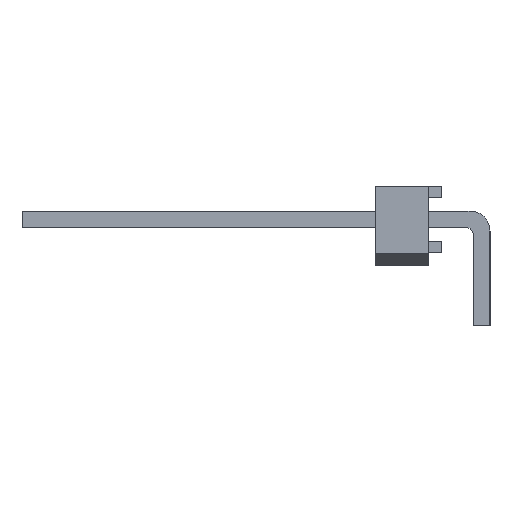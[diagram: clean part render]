
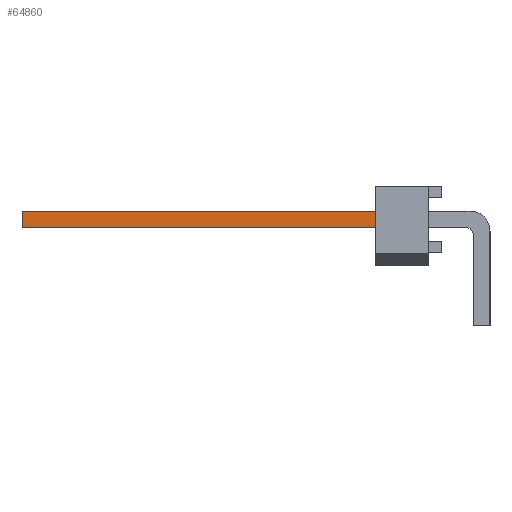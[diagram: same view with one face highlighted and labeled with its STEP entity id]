
A CAD part, left-side view. The second image highlights one B-rep face of the part: STEP entity #64860.
In plain terms, the highlighted face is planar.
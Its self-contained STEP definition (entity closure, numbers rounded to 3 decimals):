
#62169 = VERTEX_POINT('',#62170);
#62170 = CARTESIAN_POINT('',(53.658,17.526,-0.318));
#62176 = EDGE_CURVE('',#62177,#62169,#62179,.T.);
#62177 = VERTEX_POINT('',#62178);
#62178 = CARTESIAN_POINT('',(53.658,2.921,-0.318));
#62179 = LINE('',#62180,#62181);
#62180 = CARTESIAN_POINT('',(53.658,0.445,-0.318));
#62181 = VECTOR('',#62182,1.);
#62182 = DIRECTION('',(0.,1.,0.));
#63889 = VERTEX_POINT('',#63890);
#63890 = CARTESIAN_POINT('',(53.658,2.921,0.318));
#63896 = EDGE_CURVE('',#63897,#63889,#63899,.T.);
#63897 = VERTEX_POINT('',#63898);
#63898 = CARTESIAN_POINT('',(53.658,17.526,0.318));
#63899 = LINE('',#63900,#63901);
#63900 = CARTESIAN_POINT('',(53.658,17.526,0.318));
#63901 = VECTOR('',#63902,1.);
#63902 = DIRECTION('',(0.,-1.,0.));
#64849 = EDGE_CURVE('',#62169,#63897,#64850,.T.);
#64850 = LINE('',#64851,#64852);
#64851 = CARTESIAN_POINT('',(53.658,17.526,-0.318));
#64852 = VECTOR('',#64853,1.);
#64853 = DIRECTION('',(0.,0.,1.));
#64860 = ADVANCED_FACE('',(#64861),#64872,.T.);
#64861 = FACE_BOUND('',#64862,.T.);
#64862 = EDGE_LOOP('',(#64863,#64864,#64870,#64871));
#64863 = ORIENTED_EDGE('',*,*,#63896,.T.);
#64864 = ORIENTED_EDGE('',*,*,#64865,.T.);
#64865 = EDGE_CURVE('',#63889,#62177,#64866,.T.);
#64866 = LINE('',#64867,#64868);
#64867 = CARTESIAN_POINT('',(53.658,2.921,0.445));
#64868 = VECTOR('',#64869,1.);
#64869 = DIRECTION('',(0.,0.,-1.));
#64870 = ORIENTED_EDGE('',*,*,#62176,.T.);
#64871 = ORIENTED_EDGE('',*,*,#64849,.T.);
#64872 = PLANE('',#64873);
#64873 = AXIS2_PLACEMENT_3D('',#64874,#64875,#64876);
#64874 = CARTESIAN_POINT('',(53.658,0.445,0.445));
#64875 = DIRECTION('',(1.,0.,0.));
#64876 = DIRECTION('',(0.,0.,-1.));
